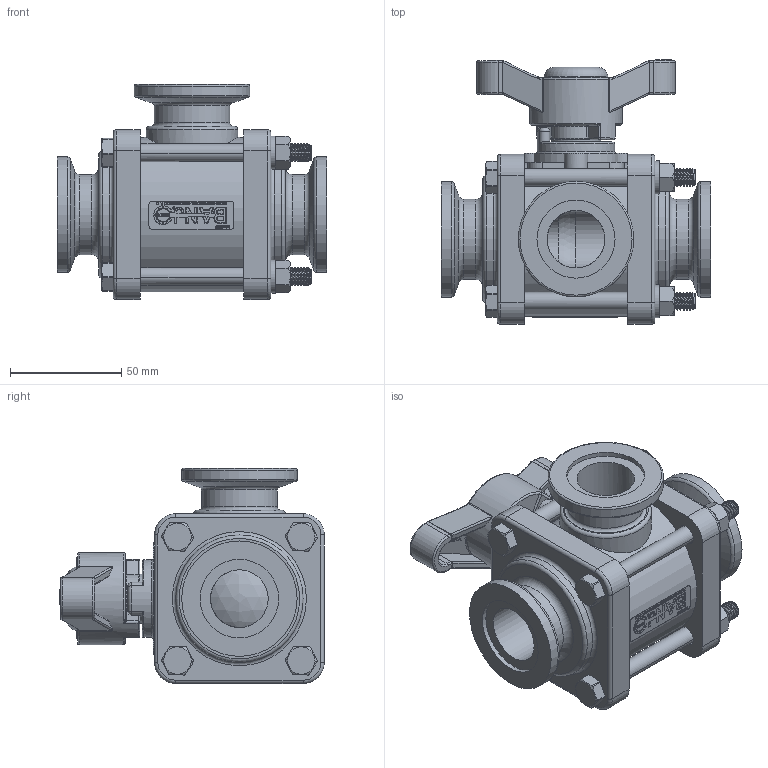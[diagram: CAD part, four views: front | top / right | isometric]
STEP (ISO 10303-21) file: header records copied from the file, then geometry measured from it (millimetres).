
FILE_DESCRIPTION(/* description */ ('1" SIDE LOAD MANIFOLD 3 WAY VALVE'),/* implementation_level */ '2;1');
FILE_NAME(/* name */ 'MV100SL.stp',/* time_stamp */ '2020-06-24T13:54:54-04:00',/* author */ ('ALR'),/* organization */ (''),/* preprocessor_version */ 'ST-DEVELOPER v17.2',/* originating_system */ 'Autodesk Inventor 2019',/* authorisation */ '');
FILE_SCHEMA (('AUTOMOTIVE_DESIGN { 1 0 10303 214 3 1 1 }'));
Products named in the file (23): MV100SL; VE10278A; V10278X; V10353TS; V07020; V10118; V10119; V10117; V10159; V10163; V10060; V10151; VE10258A; VE10264; V20353C; 050DECAL; MV10354S; MV10354SX; MV10354SX_1; V10355S; V10355SM; VX10355S; SW10
Assembly tree (34 placements, depth 4):
  MV100SL
    VE10278A  x2
      V10278X
    V10353TS
    V07020
    V10118  x4
    V10119  x4
    V10117  x4
    V10159
    V10163
    V10060
    V10151
    VE10258A  x2
    VE10264  x2
    V20353C
    050DECAL
    MV10354S
      MV10354SX
        MV10354SX_1
    V10355S
      V10355SM
        VX10355S
    SW10
Bounding box: 121.16 x 118.75 x 96.52 mm (x, y, z)
Volume: 393102.7 mm3; surface area: 141482 mm2
Topology: 29 solids, 29 shells, 2914 faces, 7297 edges, 4621 vertices
Faces by surface type: plane 1246, cylinder 681, cone 431, bspline 404, torus 126, sphere 26
Full cylindrical faces by diameter (mm): 3.556 x15, 3.683 x1, 4.702 x13, 4.826 x1, 5.159 x1, 5.334 x1, 8.89 x8, 9.525 x1, 11.112 x1, 14.224 x1, 14.275 x1, 14.351 x1, 14.478 x1, 18.542 x1, 18.72 x1, 18.898 x1, 19.05 x1, 20.32 x1, 21.844 x4, 22.098 x1, 22.225 x2, 25.4 x1, 25.527 x3, 25.908 x8, 34.036 x1, 34.925 x1, 35.052 x1, 35.306 x2, 36.068 x2, 37.973 x2
Entity records: 75723 total; most frequent: CARTESIAN_POINT 22823, ORIENTED_EDGE 11328, DIRECTION 9293, EDGE_CURVE 5664, VERTEX_POINT 3697, LINE 3563, VECTOR 3563, AXIS2_PLACEMENT_3D 2865
